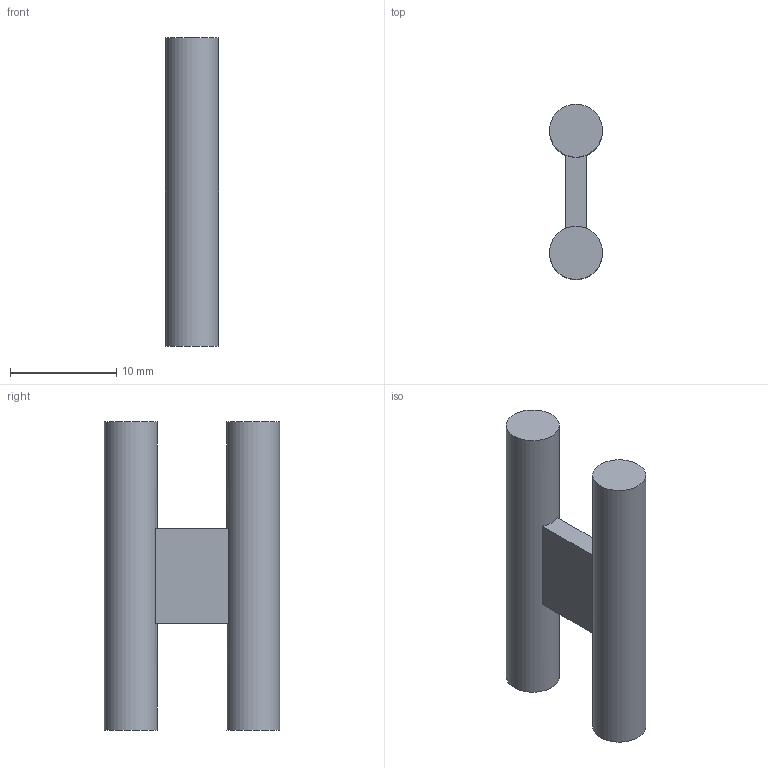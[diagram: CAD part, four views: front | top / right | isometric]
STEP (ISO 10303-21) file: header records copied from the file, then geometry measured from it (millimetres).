
FILE_DESCRIPTION(('STEP AP242'), '1');
FILE_NAME('item3dPrinterDoorConnectorV3', '', ('UNSPECIFIED'), ('UNSPECIFIED'), 'C3D Converter', 'C3D Toolkit', '');
FILE_SCHEMA(('AP242_MANAGED_MODEL_BASED_3D_ENGINEERING_MIM_LF { 1 0 10303 442 1 1 4 }'));
Length unit declared in the file: millimetre
Bounding box: 5 x 16.5 x 29 mm (x, y, z)
Volume: 1258.3 mm3; surface area: 1103.6 mm2
Topology: 1 solids, 1 shells, 10 faces, 18 edges, 12 vertices
Faces by surface type: plane 8, cylinder 2
Full cylindrical faces by diameter (mm): 5 x2
Entity records: 275 total; most frequent: DIRECTION 46, CARTESIAN_POINT 39, ORIENTED_EDGE 32, AXIS2_PLACEMENT_3D 19, EDGE_CURVE 16, EDGE_LOOP 14, VERTEX_POINT 12, ADVANCED_FACE 10
